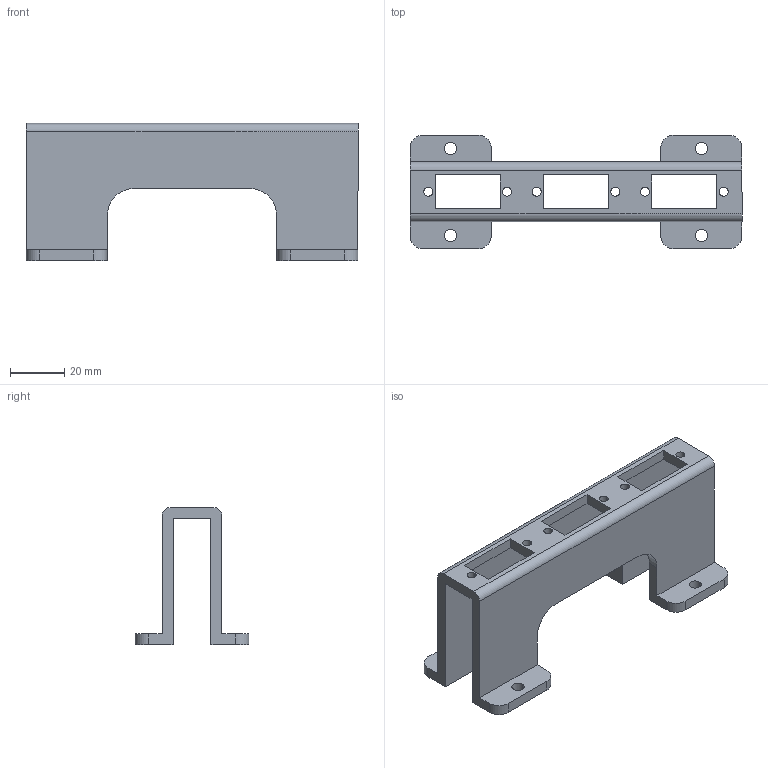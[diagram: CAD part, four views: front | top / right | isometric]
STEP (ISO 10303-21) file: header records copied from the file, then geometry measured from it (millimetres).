
FILE_DESCRIPTION (( 'STEP AP203' ), '1' );
FILE_NAME ('MS001-A.05.003SL.1.1USB嘐隅殤.step', '2021-08-27T10:48:31', ( 'Windows User' ), ( 'P R C' ), 'SwSTEP 2.0', 'SolidWorks 2016', '' );
FILE_SCHEMA (( 'CONFIG_CONTROL_DESIGN' ));
Length unit declared in the file: millimetre
Products named in the file (1): MS001-A.05.003SL.1.1USB嘐隅殤
Bounding box: 122.5 x 42 x 50.6 mm (x, y, z)
Volume: 43586.7 mm3; surface area: 25567.6 mm2
Topology: 1 solids, 1 shells, 72 faces, 210 edges, 140 vertices
Faces by surface type: plane 38, cylinder 34
Entity records: 2531 total; most frequent: DIRECTION 424, CARTESIAN_POINT 423, ORIENTED_EDGE 420, EDGE_CURVE 210, VECTOR 142, LINE 142, AXIS2_PLACEMENT_3D 141, VERTEX_POINT 140
